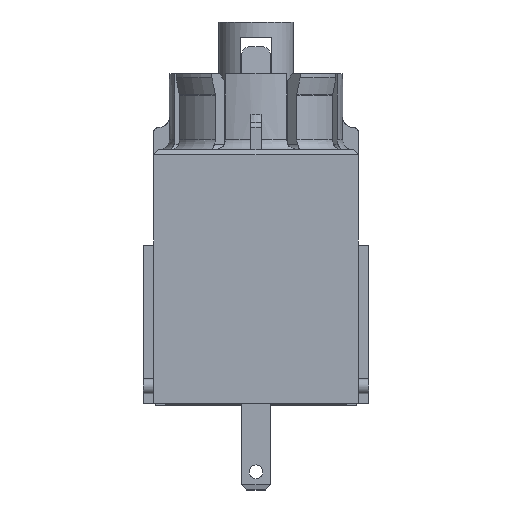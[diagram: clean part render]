
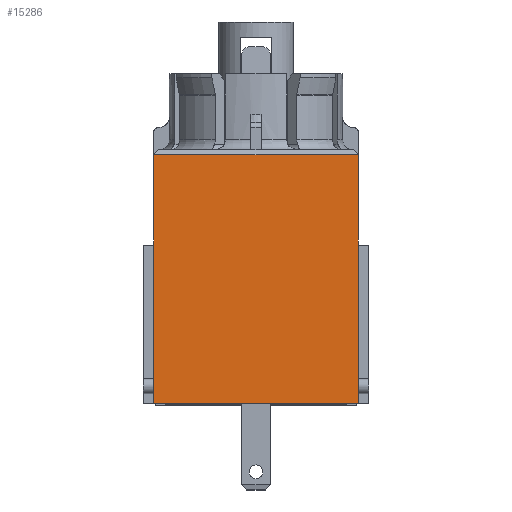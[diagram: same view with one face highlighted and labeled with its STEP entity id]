
A CAD part, front view. The second image highlights one B-rep face of the part: STEP entity #15286.
In plain terms, the highlighted planar face has unit normal (0, -1, 0).
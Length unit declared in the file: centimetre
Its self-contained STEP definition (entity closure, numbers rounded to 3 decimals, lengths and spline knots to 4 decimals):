
#808=FACE_OUTER_BOUND('',#1633,.T.);
#1633=EDGE_LOOP('',(#11422,#11423,#11424,#11425));
#2747=LINE('',#23307,#4684);
#2788=LINE('',#23386,#4725);
#2789=LINE('',#23388,#4726);
#2790=LINE('',#23389,#4727);
#4684=VECTOR('',#18237,2.02);
#4725=VECTOR('',#18306,2.02);
#4726=VECTOR('',#18309,2.45);
#4727=VECTOR('',#18310,2.45);
#6452=VERTEX_POINT('',#22245);
#6630=VERTEX_POINT('',#23305);
#6631=VERTEX_POINT('',#23306);
#6655=VERTEX_POINT('',#23382);
#8390=EDGE_CURVE('',#6630,#6631,#2747,.T.);
#8431=EDGE_CURVE('',#6452,#6655,#2788,.T.);
#8432=EDGE_CURVE('',#6630,#6452,#2789,.T.);
#8433=EDGE_CURVE('',#6631,#6655,#2790,.T.);
#11422=ORIENTED_EDGE('',*,*,#8431,.F.);
#11423=ORIENTED_EDGE('',*,*,#8432,.F.);
#11424=ORIENTED_EDGE('',*,*,#8390,.T.);
#11425=ORIENTED_EDGE('',*,*,#8433,.T.);
#14519=PLANE('',#16246);
#15286=ADVANCED_FACE('',(#808),#14519,.T.);
#16246=AXIS2_PLACEMENT_3D('',#23387,#18307,#18308);
#18237=DIRECTION('',(1.,0.,0.));
#18306=DIRECTION('',(1.,0.,0.));
#18307=DIRECTION('center_axis',(0.,-1.,0.));
#18308=DIRECTION('ref_axis',(0.,0.,1.));
#18309=DIRECTION('',(0.,0.,1.));
#18310=DIRECTION('',(0.,0.,1.));
#22245=CARTESIAN_POINT('',(-1.01,-1.11,2.48));
#23305=CARTESIAN_POINT('',(-1.01,-1.11,0.03));
#23306=CARTESIAN_POINT('',(1.01,-1.11,0.03));
#23307=CARTESIAN_POINT('',(-1.01,-1.11,0.03));
#23382=CARTESIAN_POINT('',(1.01,-1.11,2.48));
#23386=CARTESIAN_POINT('',(0.505,-1.11,2.48));
#23387=CARTESIAN_POINT('Origin',(1.01,-1.11,0.03));
#23388=CARTESIAN_POINT('',(-1.01,-1.11,0.03));
#23389=CARTESIAN_POINT('',(1.01,-1.11,0.03));
